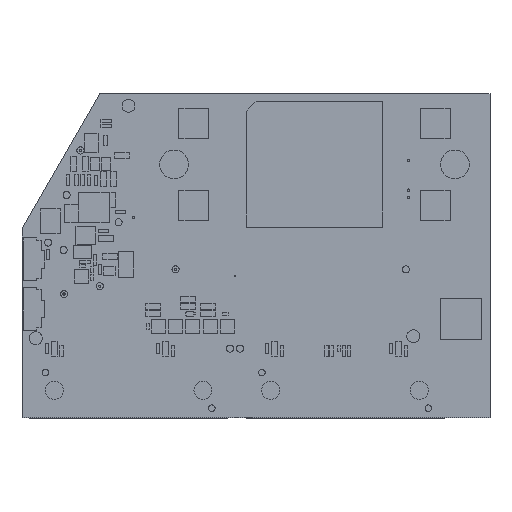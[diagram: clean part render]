
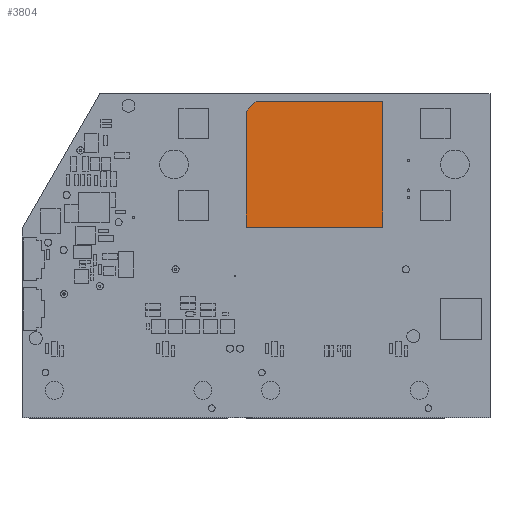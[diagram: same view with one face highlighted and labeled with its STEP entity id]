
A CAD part, top view. The second image highlights one B-rep face of the part: STEP entity #3804.
In plain terms, the highlighted planar face has unit normal (0, 0, 1).
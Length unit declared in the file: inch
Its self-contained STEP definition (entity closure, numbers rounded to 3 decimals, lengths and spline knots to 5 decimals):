
#2280=FACE_OUTER_BOUND($,#2564,.F.);
#2564=EDGE_LOOP($,(#4411,#4412,#4413,#4414,#4415));
#2950=AXIS2_PLACEMENT_3D($,#8919,#7453,$);
#3574=PLANE($,#2950);
#3804=ADVANCED_FACE($,(#2280),#3574,.T.);
#4411=ORIENTED_EDGE($,*,*,#5279,.T.);
#4412=ORIENTED_EDGE($,*,*,#5280,.T.);
#4413=ORIENTED_EDGE($,*,*,#5281,.T.);
#4414=ORIENTED_EDGE($,*,*,#5282,.T.);
#4415=ORIENTED_EDGE($,*,*,#5283,.T.);
#5279=EDGE_CURVE($,#6754,#6755,#6221,.T.);
#5280=EDGE_CURVE($,#6755,#6756,#6222,.T.);
#5281=EDGE_CURVE($,#6756,#6757,#6223,.T.);
#5282=EDGE_CURVE($,#6757,#6758,#6224,.T.);
#5283=EDGE_CURVE($,#6758,#6754,#6225,.T.);
#5754=VECTOR($,#7663,1.17);
#5755=VECTOR($,#7664,0.14142);
#5756=VECTOR($,#7665,1.28);
#5757=VECTOR($,#7666,1.27);
#5758=VECTOR($,#7667,1.38);
#6221=LINE($,#8918,#5754);
#6222=LINE($,#8919,#5755);
#6223=LINE($,#8920,#5756);
#6224=LINE($,#8921,#5757);
#6225=LINE($,#8922,#5758);
#6754=VERTEX_POINT($,#8918);
#6755=VERTEX_POINT($,#8919);
#6756=VERTEX_POINT($,#8920);
#6757=VERTEX_POINT($,#8921);
#6758=VERTEX_POINT($,#8922);
#7453=DIRECTION($,(0.,0.,1.));
#7663=DIRECTION($,(0.,1.,0.));
#7664=DIRECTION($,(0.707,0.707,0.));
#7665=DIRECTION($,(1.,0.,0.));
#7666=DIRECTION($,(0.,-1.,0.));
#7667=DIRECTION($,(-1.,0.,0.));
#8918=CARTESIAN_POINT('',(-0.69,-0.635,0.15));
#8919=CARTESIAN_POINT('',(-0.69,0.535,0.15));
#8920=CARTESIAN_POINT('',(-0.59,0.635,0.15));
#8921=CARTESIAN_POINT('',(0.69,0.635,0.15));
#8922=CARTESIAN_POINT('',(0.69,-0.635,0.15));
